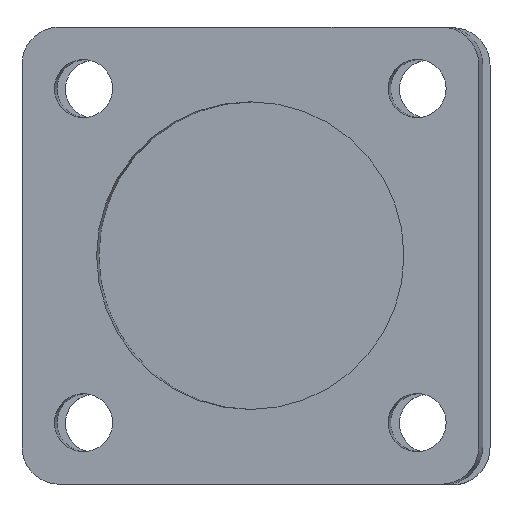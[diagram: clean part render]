
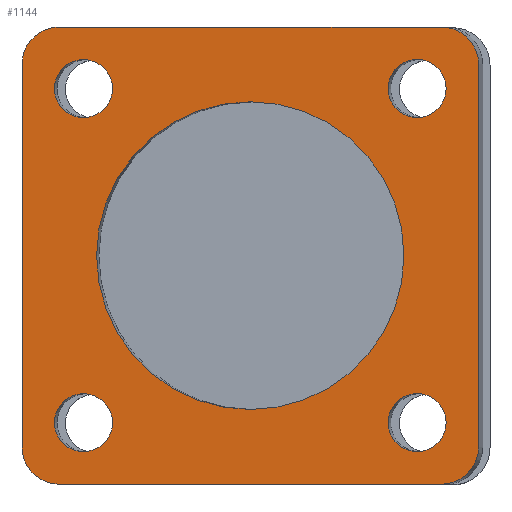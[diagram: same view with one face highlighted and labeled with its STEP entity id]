
A CAD part, top view. The second image highlights one B-rep face of the part: STEP entity #1144.
In plain terms, the highlighted face is planar.
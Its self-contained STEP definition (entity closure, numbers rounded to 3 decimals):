
#130=CIRCLE('',#1296,17.5);
#132=CIRCLE('',#1299,3.3);
#135=CIRCLE('',#1305,3.3);
#138=CIRCLE('',#1311,3.3);
#141=CIRCLE('',#1317,3.3);
#143=CIRCLE('',#1323,4.25);
#144=CIRCLE('',#1325,4.25);
#145=CIRCLE('',#1328,4.25);
#146=CIRCLE('',#1330,4.25);
#384=ORIENTED_EDGE('',*,*,#517,.T.);
#385=ORIENTED_EDGE('',*,*,#519,.T.);
#386=ORIENTED_EDGE('',*,*,#522,.T.);
#387=ORIENTED_EDGE('',*,*,#525,.T.);
#388=ORIENTED_EDGE('',*,*,#528,.T.);
#389=ORIENTED_EDGE('',*,*,#540,.F.);
#390=ORIENTED_EDGE('',*,*,#495,.T.);
#391=ORIENTED_EDGE('',*,*,#533,.F.);
#392=ORIENTED_EDGE('',*,*,#531,.T.);
#393=ORIENTED_EDGE('',*,*,#539,.F.);
#394=ORIENTED_EDGE('',*,*,#538,.T.);
#395=ORIENTED_EDGE('',*,*,#535,.F.);
#396=ORIENTED_EDGE('',*,*,#541,.T.);
#495=EDGE_CURVE('',#613,#614,#689,.T.);
#517=EDGE_CURVE('',#628,#628,#130,.T.);
#519=EDGE_CURVE('',#630,#630,#132,.T.);
#522=EDGE_CURVE('',#633,#633,#135,.T.);
#525=EDGE_CURVE('',#636,#636,#138,.T.);
#528=EDGE_CURVE('',#639,#639,#141,.T.);
#531=EDGE_CURVE('',#642,#641,#703,.T.);
#533=EDGE_CURVE('',#642,#614,#143,.T.);
#535=EDGE_CURVE('',#643,#644,#144,.T.);
#538=EDGE_CURVE('',#645,#644,#708,.T.);
#539=EDGE_CURVE('',#645,#641,#145,.T.);
#540=EDGE_CURVE('',#613,#646,#146,.T.);
#541=EDGE_CURVE('',#643,#646,#709,.T.);
#613=VERTEX_POINT('',#1891);
#614=VERTEX_POINT('',#1893);
#628=VERTEX_POINT('',#1942);
#630=VERTEX_POINT('',#1947);
#633=VERTEX_POINT('',#1956);
#636=VERTEX_POINT('',#1965);
#639=VERTEX_POINT('',#1974);
#641=VERTEX_POINT('',#1981);
#642=VERTEX_POINT('',#1983);
#643=VERTEX_POINT('',#1989);
#644=VERTEX_POINT('',#1991);
#645=VERTEX_POINT('',#1995);
#646=VERTEX_POINT('',#2001);
#689=LINE('',#1894,#751);
#703=LINE('',#1982,#765);
#708=LINE('',#1996,#770);
#709=LINE('',#2002,#771);
#751=VECTOR('',#1546,1000.);
#765=VECTOR('',#1654,1000.);
#770=VECTOR('',#1669,1000.);
#771=VECTOR('',#1678,1000.);
#891=EDGE_LOOP('',(#384));
#892=EDGE_LOOP('',(#385));
#893=EDGE_LOOP('',(#386));
#894=EDGE_LOOP('',(#387));
#895=EDGE_LOOP('',(#388));
#896=EDGE_LOOP('',(#389,#390,#391,#392,#393,#394,#395,#396));
#1025=FACE_BOUND('',#891,.T.);
#1026=FACE_BOUND('',#892,.T.);
#1027=FACE_BOUND('',#893,.T.);
#1028=FACE_BOUND('',#894,.T.);
#1029=FACE_BOUND('',#895,.T.);
#1030=FACE_BOUND('',#896,.T.);
#1075=PLANE('',#1329);
#1144=ADVANCED_FACE('',(#1025,#1026,#1027,#1028,#1029,#1030),#1075,.F.);
#1296=AXIS2_PLACEMENT_3D('',#1941,#1601,#1602);
#1299=AXIS2_PLACEMENT_3D('',#1946,#1607,#1608);
#1305=AXIS2_PLACEMENT_3D('',#1955,#1619,#1620);
#1311=AXIS2_PLACEMENT_3D('',#1964,#1631,#1632);
#1317=AXIS2_PLACEMENT_3D('',#1973,#1643,#1644);
#1323=AXIS2_PLACEMENT_3D('',#1986,#1658,#1659);
#1325=AXIS2_PLACEMENT_3D('',#1990,#1663,#1664);
#1328=AXIS2_PLACEMENT_3D('',#1998,#1672,#1673);
#1329=AXIS2_PLACEMENT_3D('',#1999,#1674,#1675);
#1330=AXIS2_PLACEMENT_3D('',#2000,#1676,#1677);
#1546=DIRECTION('',(-1.,0.,0.));
#1601=DIRECTION('',(0.,0.,1.));
#1602=DIRECTION('',(-1.,0.,0.));
#1607=DIRECTION('',(0.,0.,1.));
#1608=DIRECTION('',(1.,0.,0.));
#1619=DIRECTION('',(0.,0.,1.));
#1620=DIRECTION('',(1.,0.,0.));
#1631=DIRECTION('',(0.,0.,1.));
#1632=DIRECTION('',(1.,0.,0.));
#1643=DIRECTION('',(0.,0.,1.));
#1644=DIRECTION('',(1.,0.,0.));
#1654=DIRECTION('',(0.,1.,0.));
#1658=DIRECTION('',(0.,0.,1.));
#1659=DIRECTION('',(-0.707,-0.707,0.));
#1663=DIRECTION('',(0.,0.,1.));
#1664=DIRECTION('',(0.707,0.707,0.));
#1669=DIRECTION('',(1.,0.,0.));
#1672=DIRECTION('',(0.,0.,1.));
#1673=DIRECTION('',(-0.707,0.707,0.));
#1674=DIRECTION('',(0.,0.,1.));
#1675=DIRECTION('',(1.,0.,0.));
#1676=DIRECTION('',(0.,0.,1.));
#1677=DIRECTION('',(0.707,-0.707,0.));
#1678=DIRECTION('',(0.,-1.,0.));
#1891=CARTESIAN_POINT('',(21.75,-26.,0.));
#1893=CARTESIAN_POINT('',(-21.75,-26.,0.));
#1894=CARTESIAN_POINT('',(21.75,-26.,0.));
#1941=CARTESIAN_POINT('',(0.,0.,0.));
#1942=CARTESIAN_POINT('',(-17.5,0.,0.));
#1946=CARTESIAN_POINT('',(19.,-19.,0.));
#1947=CARTESIAN_POINT('',(22.3,-19.,0.));
#1955=CARTESIAN_POINT('',(-19.,19.,0.));
#1956=CARTESIAN_POINT('',(-15.7,19.,0.));
#1964=CARTESIAN_POINT('',(-19.,-19.,0.));
#1965=CARTESIAN_POINT('',(-15.7,-19.,0.));
#1973=CARTESIAN_POINT('',(19.,19.,0.));
#1974=CARTESIAN_POINT('',(22.3,19.,0.));
#1981=CARTESIAN_POINT('',(-26.,21.75,0.));
#1982=CARTESIAN_POINT('',(-26.,-21.75,0.));
#1983=CARTESIAN_POINT('',(-26.,-21.75,0.));
#1986=CARTESIAN_POINT('',(-21.75,-21.75,0.));
#1989=CARTESIAN_POINT('',(26.,21.75,0.));
#1990=CARTESIAN_POINT('',(21.75,21.75,0.));
#1991=CARTESIAN_POINT('',(21.75,26.,0.));
#1995=CARTESIAN_POINT('',(-21.75,26.,0.));
#1996=CARTESIAN_POINT('',(-21.75,26.,0.));
#1998=CARTESIAN_POINT('',(-21.75,21.75,0.));
#1999=CARTESIAN_POINT('',(0.,0.,0.));
#2000=CARTESIAN_POINT('',(21.75,-21.75,0.));
#2001=CARTESIAN_POINT('',(26.,-21.75,0.));
#2002=CARTESIAN_POINT('',(26.,21.75,0.));
